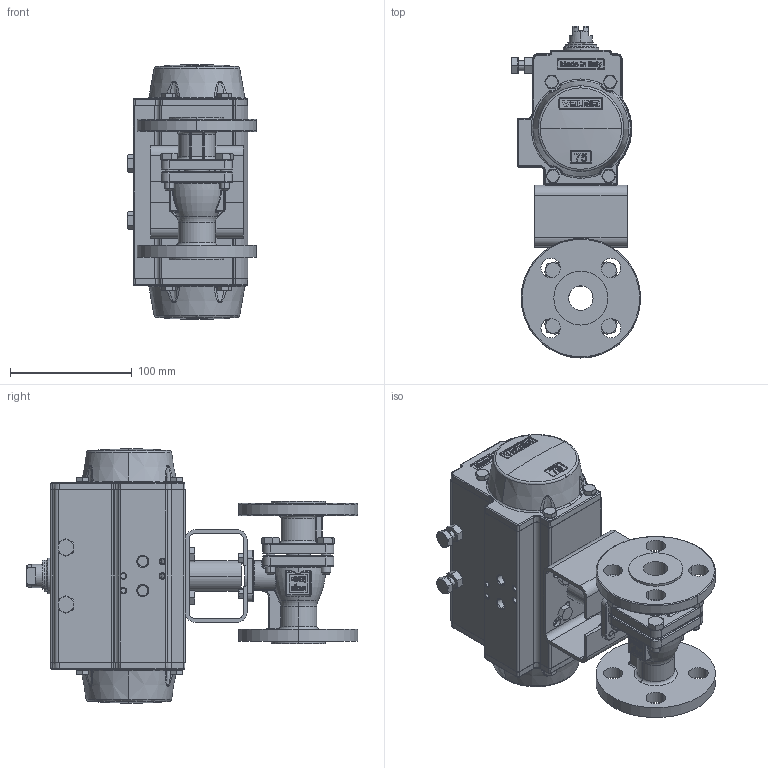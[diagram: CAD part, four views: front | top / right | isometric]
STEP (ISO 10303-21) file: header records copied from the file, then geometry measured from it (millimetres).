
FILE_DESCRIPTION (( 'STEP AP203' ), '1' );
FILE_NAME ('2000F-075_UT-2.STEP', '2017-12-13T16:02:39', ( '' ), ( '' ), 'SwSTEP 2.0', 'SolidWorks 2014', '' );
FILE_SCHEMA (( 'CONFIG_CONTROL_DESIGN' ));
Length unit declared in the file: inch
Products named in the file (1): 2000F-075_UT-2
Bounding box: 106.32 x 273.14 x 209.78 mm (x, y, z)
Surface area: 196563.8 mm2 (no closed solid volume)
Topology: 0 solids, 46 shells, 1524 faces, 5476 edges, 3869 vertices
Faces by surface type: plane 563, bspline 360, cylinder 307, cone 207, torus 56, sphere 31
Entity records: 86486 total; most frequent: CARTESIAN_POINT 43985, ORIENTED_EDGE 8702, DIRECTION 7655, EDGE_CURVE 5449, VERTEX_POINT 3869, AXIS2_PLACEMENT_3D 2662, LINE 2331, VECTOR 2331
